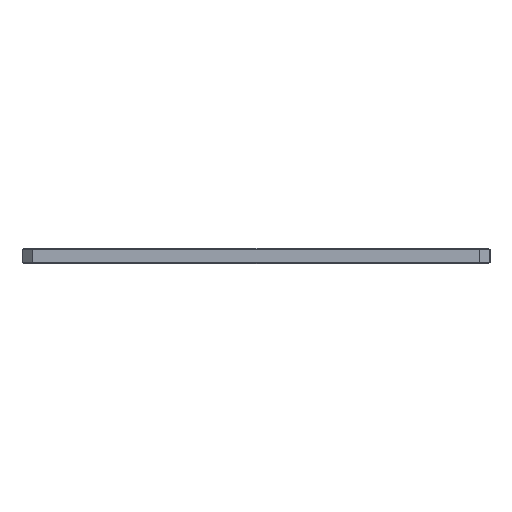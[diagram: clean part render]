
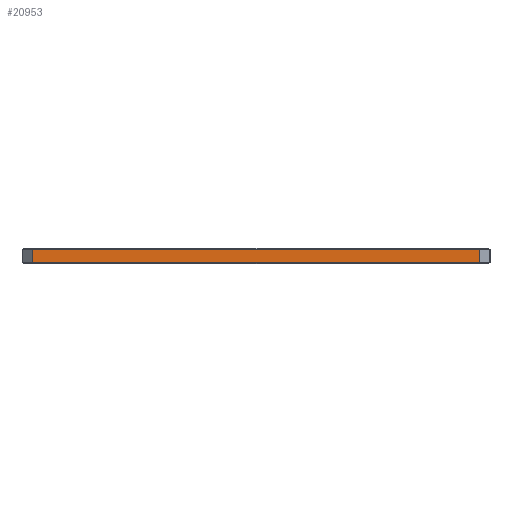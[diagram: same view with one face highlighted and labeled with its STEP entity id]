
A CAD part, left-side view. The second image highlights one B-rep face of the part: STEP entity #20953.
In plain terms, the highlighted planar face has unit normal (-1, 0, 0).
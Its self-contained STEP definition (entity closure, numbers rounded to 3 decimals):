
#1504 = LINE ( 'NONE', #19290, #6403 ) ;
#2252 = CARTESIAN_POINT ( 'NONE',  ( -570., 215., 14. ) ) ;
#2448 = VECTOR ( 'NONE', #16640, 1000. ) ;
#2776 = DIRECTION ( 'NONE',  ( 0., 0., 1. ) ) ;
#2841 = VERTEX_POINT ( 'NONE', #19152 ) ;
#4320 = CARTESIAN_POINT ( 'NONE',  ( -570., -215., 1. ) ) ;
#4958 = CARTESIAN_POINT ( 'NONE',  ( -570., -225., 15. ) ) ;
#6082 = DIRECTION ( 'NONE',  ( 0., 0., -1. ) ) ;
#6403 = VECTOR ( 'NONE', #17648, 1000. ) ;
#6653 = ORIENTED_EDGE ( 'NONE', *, *, #6846, .T. ) ;
#6846 = EDGE_CURVE ( 'NONE', #17664, #12663, #7748, .T. ) ;
#7748 = LINE ( 'NONE', #17632, #18361 ) ;
#7840 = DIRECTION ( 'NONE',  ( 0., 1., 0. ) ) ;
#8807 = ORIENTED_EDGE ( 'NONE', *, *, #10545, .T. ) ;
#9418 = FACE_OUTER_BOUND ( 'NONE', #22471, .T. ) ;
#9929 = ORIENTED_EDGE ( 'NONE', *, *, #15586, .T. ) ;
#10204 = AXIS2_PLACEMENT_3D ( 'NONE', #4958, #20354, #6082 ) ;
#10545 = EDGE_CURVE ( 'NONE', #12663, #2841, #1504, .T. ) ;
#11732 = LINE ( 'NONE', #4320, #2448 ) ;
#12193 = VERTEX_POINT ( 'NONE', #17702 ) ;
#12663 = VERTEX_POINT ( 'NONE', #2252 ) ;
#14738 = LINE ( 'NONE', #20085, #16109 ) ;
#15549 = CARTESIAN_POINT ( 'NONE',  ( -570., -215., 14. ) ) ;
#15586 = EDGE_CURVE ( 'NONE', #2841, #12193, #11732, .T. ) ;
#16109 = VECTOR ( 'NONE', #2776, 1000. ) ;
#16640 = DIRECTION ( 'NONE',  ( 0., -1., 0. ) ) ;
#17632 = CARTESIAN_POINT ( 'NONE',  ( -570., -225., 14. ) ) ;
#17648 = DIRECTION ( 'NONE',  ( 0., 0., -1. ) ) ;
#17664 = VERTEX_POINT ( 'NONE', #15549 ) ;
#17702 = CARTESIAN_POINT ( 'NONE',  ( -570., -215., 1. ) ) ;
#18361 = VECTOR ( 'NONE', #7840, 1000. ) ;
#19152 = CARTESIAN_POINT ( 'NONE',  ( -570., 215., 1. ) ) ;
#19290 = CARTESIAN_POINT ( 'NONE',  ( -570., 215., 15. ) ) ;
#20085 = CARTESIAN_POINT ( 'NONE',  ( -570., -215., 15. ) ) ;
#20354 = DIRECTION ( 'NONE',  ( 1., 0., 0. ) ) ;
#20953 = ADVANCED_FACE ( 'NONE', ( #9418 ), #22170, .F. ) ;
#21260 = ORIENTED_EDGE ( 'NONE', *, *, #22308, .T. ) ;
#22170 = PLANE ( 'NONE',  #10204 ) ;
#22308 = EDGE_CURVE ( 'NONE', #12193, #17664, #14738, .T. ) ;
#22471 = EDGE_LOOP ( 'NONE', ( #8807, #9929, #21260, #6653 ) ) ;
